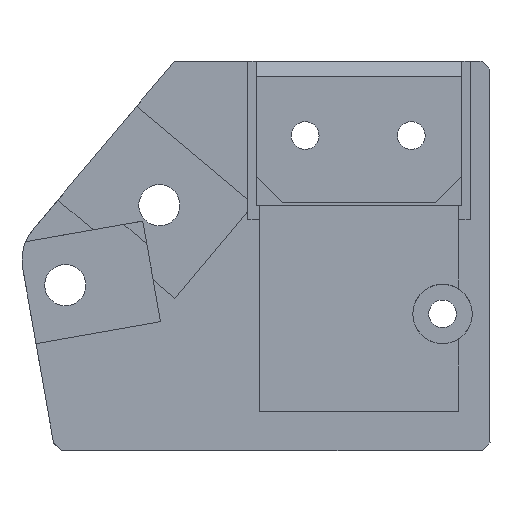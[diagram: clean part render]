
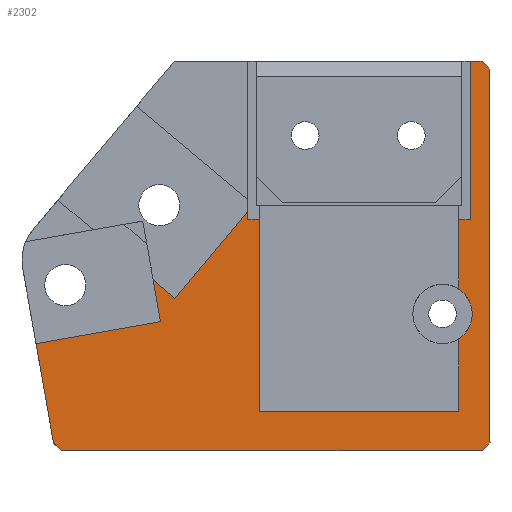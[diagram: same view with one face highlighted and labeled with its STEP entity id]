
A CAD part, front view. The second image highlights one B-rep face of the part: STEP entity #2302.
In plain terms, the highlighted planar face has unit normal (0, -1, 0).
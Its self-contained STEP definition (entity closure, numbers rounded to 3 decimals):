
#78=CIRCLE('',#2452,3.75);
#136=FACE_OUTER_BOUND('',#266,.T.);
#266=EDGE_LOOP('',(#1683,#1684,#1685,#1686,#1687,#1688,#1689,#1690,#1691,
#1692,#1693,#1694,#1695,#1696,#1697,#1698,#1699,#1700,#1701,#1702,#1703));
#448=LINE('',#3406,#736);
#452=LINE('',#3415,#740);
#456=LINE('',#3423,#744);
#469=LINE('',#3448,#757);
#471=LINE('',#3452,#759);
#472=LINE('',#3454,#760);
#473=LINE('',#3456,#761);
#474=LINE('',#3457,#762);
#475=LINE('',#3459,#763);
#476=LINE('',#3461,#764);
#477=LINE('',#3463,#765);
#478=LINE('',#3465,#766);
#479=LINE('',#3467,#767);
#480=LINE('',#3469,#768);
#481=LINE('',#3471,#769);
#482=LINE('',#3473,#770);
#483=LINE('',#3475,#771);
#484=LINE('',#3477,#772);
#485=LINE('',#3479,#773);
#486=LINE('',#3480,#774);
#736=VECTOR('',#2750,10.);
#740=VECTOR('',#2756,10.);
#744=VECTOR('',#2762,10.);
#757=VECTOR('',#2779,10.);
#759=VECTOR('',#2783,10.);
#760=VECTOR('',#2784,10.);
#761=VECTOR('',#2785,10.);
#762=VECTOR('',#2786,10.);
#763=VECTOR('',#2787,10.);
#764=VECTOR('',#2788,10.);
#765=VECTOR('',#2789,10.);
#766=VECTOR('',#2790,10.);
#767=VECTOR('',#2791,10.);
#768=VECTOR('',#2792,10.);
#769=VECTOR('',#2793,10.);
#770=VECTOR('',#2794,10.);
#771=VECTOR('',#2795,10.);
#772=VECTOR('',#2796,10.);
#773=VECTOR('',#2797,10.);
#774=VECTOR('',#2798,10.);
#1018=VERTEX_POINT('',#3398);
#1019=VERTEX_POINT('',#3401);
#1020=VERTEX_POINT('',#3405);
#1023=VERTEX_POINT('',#3413);
#1024=VERTEX_POINT('',#3414);
#1027=VERTEX_POINT('',#3422);
#1037=VERTEX_POINT('',#3447);
#1038=VERTEX_POINT('',#3451);
#1039=VERTEX_POINT('',#3453);
#1040=VERTEX_POINT('',#3455);
#1041=VERTEX_POINT('',#3458);
#1042=VERTEX_POINT('',#3460);
#1043=VERTEX_POINT('',#3462);
#1044=VERTEX_POINT('',#3464);
#1045=VERTEX_POINT('',#3466);
#1046=VERTEX_POINT('',#3468);
#1047=VERTEX_POINT('',#3470);
#1048=VERTEX_POINT('',#3472);
#1049=VERTEX_POINT('',#3474);
#1050=VERTEX_POINT('',#3476);
#1051=VERTEX_POINT('',#3478);
#1262=EDGE_CURVE('',#1018,#1019,#78,.T.);
#1263=EDGE_CURVE('',#1020,#1018,#448,.T.);
#1267=EDGE_CURVE('',#1023,#1024,#452,.T.);
#1271=EDGE_CURVE('',#1027,#1023,#456,.T.);
#1284=EDGE_CURVE('',#1037,#1027,#469,.T.);
#1286=EDGE_CURVE('',#1019,#1038,#471,.T.);
#1287=EDGE_CURVE('',#1039,#1038,#472,.T.);
#1288=EDGE_CURVE('',#1039,#1040,#473,.T.);
#1289=EDGE_CURVE('',#1040,#1037,#474,.T.);
#1290=EDGE_CURVE('',#1024,#1041,#475,.T.);
#1291=EDGE_CURVE('',#1041,#1042,#476,.T.);
#1292=EDGE_CURVE('',#1042,#1043,#477,.T.);
#1293=EDGE_CURVE('',#1043,#1044,#478,.T.);
#1294=EDGE_CURVE('',#1045,#1044,#479,.T.);
#1295=EDGE_CURVE('',#1045,#1046,#480,.T.);
#1296=EDGE_CURVE('',#1047,#1046,#481,.T.);
#1297=EDGE_CURVE('',#1048,#1047,#482,.T.);
#1298=EDGE_CURVE('',#1049,#1048,#483,.T.);
#1299=EDGE_CURVE('',#1050,#1049,#484,.T.);
#1300=EDGE_CURVE('',#1050,#1051,#485,.T.);
#1301=EDGE_CURVE('',#1051,#1020,#486,.T.);
#1683=ORIENTED_EDGE('',*,*,#1262,.T.);
#1684=ORIENTED_EDGE('',*,*,#1286,.T.);
#1685=ORIENTED_EDGE('',*,*,#1287,.F.);
#1686=ORIENTED_EDGE('',*,*,#1288,.T.);
#1687=ORIENTED_EDGE('',*,*,#1289,.T.);
#1688=ORIENTED_EDGE('',*,*,#1284,.T.);
#1689=ORIENTED_EDGE('',*,*,#1271,.T.);
#1690=ORIENTED_EDGE('',*,*,#1267,.T.);
#1691=ORIENTED_EDGE('',*,*,#1290,.T.);
#1692=ORIENTED_EDGE('',*,*,#1291,.T.);
#1693=ORIENTED_EDGE('',*,*,#1292,.T.);
#1694=ORIENTED_EDGE('',*,*,#1293,.T.);
#1695=ORIENTED_EDGE('',*,*,#1294,.F.);
#1696=ORIENTED_EDGE('',*,*,#1295,.T.);
#1697=ORIENTED_EDGE('',*,*,#1296,.F.);
#1698=ORIENTED_EDGE('',*,*,#1297,.F.);
#1699=ORIENTED_EDGE('',*,*,#1298,.F.);
#1700=ORIENTED_EDGE('',*,*,#1299,.F.);
#1701=ORIENTED_EDGE('',*,*,#1300,.T.);
#1702=ORIENTED_EDGE('',*,*,#1301,.T.);
#1703=ORIENTED_EDGE('',*,*,#1263,.T.);
#2193=PLANE('',#2458);
#2302=ADVANCED_FACE('',(#136),#2193,.F.);
#2452=AXIS2_PLACEMENT_3D('',#3403,#2746,#2747);
#2458=AXIS2_PLACEMENT_3D('',#3450,#2781,#2782);
#2746=DIRECTION('center_axis',(0.,1.,0.));
#2747=DIRECTION('ref_axis',(1.,0.,0.));
#2750=DIRECTION('',(0.,0.,-1.));
#2756=DIRECTION('',(-0.643,0.,-0.766));
#2762=DIRECTION('',(0.,0.,1.));
#2779=DIRECTION('',(-1.,0.,0.));
#2781=DIRECTION('center_axis',(0.,1.,0.));
#2782=DIRECTION('ref_axis',(-1.,0.,0.));
#2783=DIRECTION('',(0.,0.,-1.));
#2784=DIRECTION('',(1.,0.,0.));
#2785=DIRECTION('',(0.,0.,1.));
#2786=DIRECTION('',(0.,0.,-1.));
#2787=DIRECTION('',(-0.766,0.,0.643));
#2788=DIRECTION('',(0.174,0.,-0.985));
#2789=DIRECTION('',(-0.985,0.,-0.174));
#2790=DIRECTION('',(0.174,0.,-0.985));
#2791=DIRECTION('',(-0.766,0.,0.643));
#2792=DIRECTION('',(1.,0.,0.));
#2793=DIRECTION('',(-0.707,0.,-0.707));
#2794=DIRECTION('',(0.,0.,-1.));
#2795=DIRECTION('',(0.707,0.,-0.707));
#2796=DIRECTION('',(1.,0.,0.));
#2797=DIRECTION('',(0.,0.,-1.));
#2798=DIRECTION('',(-1.,0.,0.));
#3398=CARTESIAN_POINT('',(-50.813,-61.53,-352.333));
#3401=CARTESIAN_POINT('',(-50.813,-61.53,-358.613));
#3403=CARTESIAN_POINT('Origin',(-52.863,-61.53,-355.473));
#3405=CARTESIAN_POINT('',(-50.814,-61.53,-343.522));
#3406=CARTESIAN_POINT('',(-50.813,-61.53,-351.385));
#3413=CARTESIAN_POINT('',(-77.463,-61.53,-342.489));
#3414=CARTESIAN_POINT('',(-86.693,-61.53,-353.488));
#3415=CARTESIAN_POINT('',(-79.493,-61.53,-344.908));
#3422=CARTESIAN_POINT('',(-77.463,-61.53,-343.522));
#3423=CARTESIAN_POINT('',(-77.463,-61.53,-342.668));
#3447=CARTESIAN_POINT('',(-76.014,-61.53,-343.522));
#3448=CARTESIAN_POINT('',(-68.976,-61.53,-343.522));
#3450=CARTESIAN_POINT('Origin',(-61.538,-61.53,-357.148));
#3451=CARTESIAN_POINT('',(-50.813,-61.53,-367.773));
#3452=CARTESIAN_POINT('',(-50.813,-61.53,-351.385));
#3453=CARTESIAN_POINT('',(-76.013,-61.53,-367.774));
#3454=CARTESIAN_POINT('',(-68.985,-61.53,-367.774));
#3455=CARTESIAN_POINT('',(-76.014,-61.53,-341.722));
#3456=CARTESIAN_POINT('',(-76.013,-61.53,-351.385));
#3457=CARTESIAN_POINT('',(-76.014,-61.53,-350.335));
#3458=CARTESIAN_POINT('',(-89.425,-61.53,-351.195));
#3459=CARTESIAN_POINT('',(-85.803,-61.53,-354.234));
#3460=CARTESIAN_POINT('',(-88.5,-61.53,-356.443));
#3461=CARTESIAN_POINT('',(-88.098,-61.53,-358.722));
#3462=CARTESIAN_POINT('',(-104.231,-61.53,-359.217));
#3463=CARTESIAN_POINT('',(-83.351,-61.53,-355.535));
#3464=CARTESIAN_POINT('',(-102.013,-61.53,-371.79));
#3465=CARTESIAN_POINT('',(-104.081,-61.53,-360.067));
#3466=CARTESIAN_POINT('',(-100.84,-61.53,-372.774));
#3467=CARTESIAN_POINT('',(-93.449,-61.53,-378.976));
#3468=CARTESIAN_POINT('',(-47.863,-61.53,-372.773));
#3469=CARTESIAN_POINT('',(-90.064,-61.53,-372.774));
#3470=CARTESIAN_POINT('',(-46.863,-61.53,-371.773));
#3471=CARTESIAN_POINT('',(-47.125,-61.53,-372.036));
#3472=CARTESIAN_POINT('',(-46.863,-61.53,-324.522));
#3473=CARTESIAN_POINT('',(-46.863,-61.53,-360.896));
#3474=CARTESIAN_POINT('',(-47.863,-61.53,-323.522));
#3475=CARTESIAN_POINT('',(-42.625,-61.53,-328.76));
#3476=CARTESIAN_POINT('',(-49.363,-61.53,-323.522));
#3477=CARTESIAN_POINT('',(-76.124,-61.53,-323.522));
#3478=CARTESIAN_POINT('',(-49.363,-61.53,-343.522));
#3479=CARTESIAN_POINT('',(-49.363,-61.53,-350.335));
#3480=CARTESIAN_POINT('',(-55.976,-61.53,-343.522));
